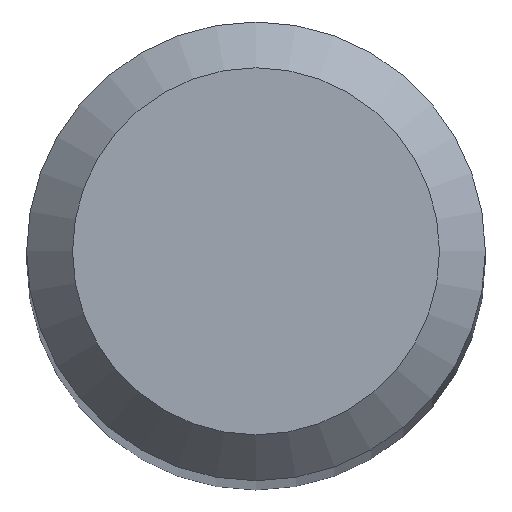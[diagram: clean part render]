
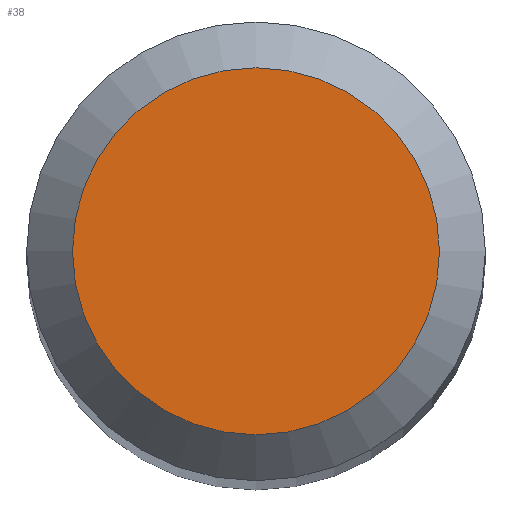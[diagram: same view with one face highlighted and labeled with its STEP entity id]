
A CAD part, top view. The second image highlights one B-rep face of the part: STEP entity #38.
In plain terms, the highlighted planar face has unit normal (0, 0, 1).
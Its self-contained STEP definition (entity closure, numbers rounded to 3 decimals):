
#7 = EDGE_CURVE ( 'NONE', #8, #8, #112, .T. ) ;
#8 = VERTEX_POINT ( 'NONE', #37 ) ;
#22 = DIRECTION ( 'NONE',  ( 0., 0., -1. ) ) ;
#34 = AXIS2_PLACEMENT_3D ( 'NONE', #72, #22, #98 ) ;
#37 = CARTESIAN_POINT ( 'NONE',  ( 0., 1.2, 38. ) ) ;
#38 = ADVANCED_FACE ( 'NONE', ( #115 ), #178, .F. ) ;
#62 = EDGE_LOOP ( 'NONE', ( #63 ) ) ;
#63 = ORIENTED_EDGE ( 'NONE', *, *, #7, .F. ) ;
#72 = CARTESIAN_POINT ( 'NONE',  ( 0., 0., 38. ) ) ;
#77 = AXIS2_PLACEMENT_3D ( 'NONE', #136, #147, #182 ) ;
#98 = DIRECTION ( 'NONE',  ( 0., 1., 0. ) ) ;
#112 = CIRCLE ( 'NONE', #77, 1.2 ) ;
#115 = FACE_OUTER_BOUND ( 'NONE', #62, .T. ) ;
#136 = CARTESIAN_POINT ( 'NONE',  ( 0., 0., 38. ) ) ;
#147 = DIRECTION ( 'NONE',  ( 0., 0., -1. ) ) ;
#178 = PLANE ( 'NONE',  #34 ) ;
#182 = DIRECTION ( 'NONE',  ( 0., 1., 0. ) ) ;
